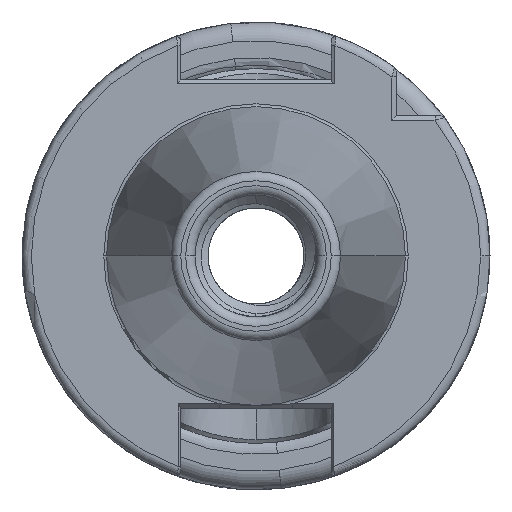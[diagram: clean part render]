
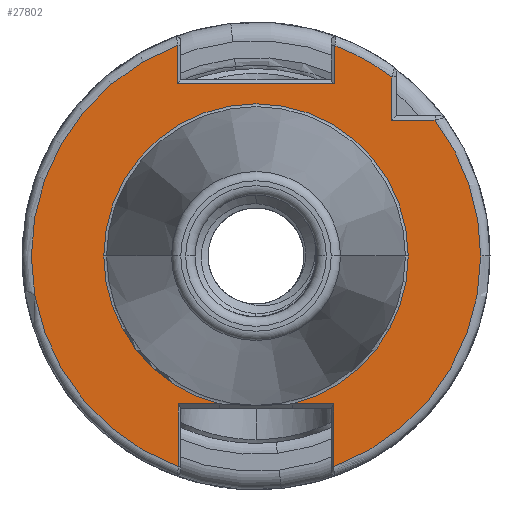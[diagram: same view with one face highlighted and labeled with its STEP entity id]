
A CAD part, left-side view. The second image highlights one B-rep face of the part: STEP entity #27802.
In plain terms, the highlighted planar face has unit normal (-1, 0, 0).
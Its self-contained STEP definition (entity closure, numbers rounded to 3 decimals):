
#7188 = AXIS2_PLACEMENT_3D ( 'NONE', #10544, #10543, #10541 ) ;
#7241 = AXIS2_PLACEMENT_3D ( 'NONE', #9845, #9819, #9826 ) ;
#7247 = AXIS2_PLACEMENT_3D ( 'NONE', #28330, #28332, #28331 ) ;
#7256 = AXIS2_PLACEMENT_3D ( 'NONE', #28369, #28370, #28326 ) ;
#8821 = CARTESIAN_POINT ( 'NONE',  ( 0., -8.288, -22.523 ) ) ;
#8831 = CARTESIAN_POINT ( 'NONE',  ( 0., 8.361, 18.4 ) ) ;
#8838 = CARTESIAN_POINT ( 'NONE',  ( 0., -19.125, 14.5 ) ) ;
#8851 = CARTESIAN_POINT ( 'NONE',  ( 0., -24., 0. ) ) ;
#8884 = CARTESIAN_POINT ( 'NONE',  ( 0., 8.361, 22.497 ) ) ;
#8896 = CARTESIAN_POINT ( 'NONE',  ( 0., -14.5, 19.125 ) ) ;
#8903 = CARTESIAN_POINT ( 'NONE',  ( 0., -14.5, 14.5 ) ) ;
#8904 = CARTESIAN_POINT ( 'NONE',  ( 0., -8.288, -15.8 ) ) ;
#8907 = CARTESIAN_POINT ( 'NONE',  ( 0., -8.434, 18.4 ) ) ;
#8909 = CARTESIAN_POINT ( 'NONE',  ( 0., -8.434, 22.469 ) ) ;
#8913 = CARTESIAN_POINT ( 'NONE',  ( 0., 8.288, -15.8 ) ) ;
#8914 = CARTESIAN_POINT ( 'NONE',  ( 0., 8.288, -22.523 ) ) ;
#9815 = PLANE ( 'NONE',  #7241 ) ;
#9819 = DIRECTION ( 'NONE',  ( -1., 0., 0. ) ) ;
#9826 = DIRECTION ( 'NONE',  ( 0., -1., 0. ) ) ;
#9845 = CARTESIAN_POINT ( 'NONE',  ( 0., 16.342, 0. ) ) ;
#10235 = DIRECTION ( 'NONE',  ( 0., -1., 0. ) ) ;
#10241 = CARTESIAN_POINT ( 'NONE',  ( 0., -8.288, -22.61 ) ) ;
#10243 = CARTESIAN_POINT ( 'NONE',  ( 0., -8.288, -15.8 ) ) ;
#10250 = DIRECTION ( 'NONE',  ( 0., 0., -1. ) ) ;
#10541 = DIRECTION ( 'NONE',  ( 0., -1., 0. ) ) ;
#10543 = DIRECTION ( 'NONE',  ( -1., 0., 0. ) ) ;
#10544 = CARTESIAN_POINT ( 'NONE',  ( 0., 0., 0. ) ) ;
#11656 = VERTEX_POINT ( 'NONE', #8838 ) ;
#11674 = VERTEX_POINT ( 'NONE', #8821 ) ;
#11682 = VERTEX_POINT ( 'NONE', #8851 ) ;
#11694 = VERTEX_POINT ( 'NONE', #8831 ) ;
#11704 = VERTEX_POINT ( 'NONE', #8896 ) ;
#11726 = VERTEX_POINT ( 'NONE', #8907 ) ;
#11736 = VERTEX_POINT ( 'NONE', #8903 ) ;
#11737 = VERTEX_POINT ( 'NONE', #8904 ) ;
#11739 = VERTEX_POINT ( 'NONE', #8913 ) ;
#11740 = VERTEX_POINT ( 'NONE', #8909 ) ;
#11745 = VERTEX_POINT ( 'NONE', #8914 ) ;
#11748 = VERTEX_POINT ( 'NONE', #8884 ) ;
#13786 = EDGE_LOOP ( 'NONE', ( #26801, #26764, #26795, #26794, #26780, #26753, #26771, #26765, #26777, #26750, #26736, #26772, #26775, #26793, #26762, #26785 ) ) ;
#14422 = VERTEX_POINT ( 'NONE', #30422 ) ;
#14450 = VERTEX_POINT ( 'NONE', #30414 ) ;
#14477 = VERTEX_POINT ( 'NONE', #30439 ) ;
#14479 = VERTEX_POINT ( 'NONE', #30458 ) ;
#16250 = FACE_OUTER_BOUND ( 'NONE', #13786, .T. ) ;
#16607 = CIRCLE ( 'NONE', #7188, 24. ) ;
#16655 = LINE ( 'NONE', #29154, #16657 ) ;
#16657 = VECTOR ( 'NONE', #29159, 1000. ) ;
#16659 = VECTOR ( 'NONE', #29117, 1000. ) ;
#16664 = LINE ( 'NONE', #29153, #16659 ) ;
#16683 = CIRCLE ( 'NONE', #7256, 16.262 ) ;
#16687 = LINE ( 'NONE', #28353, #16688 ) ;
#16688 = VECTOR ( 'NONE', #28323, 1000. ) ;
#16723 = LINE ( 'NONE', #29102, #16731 ) ;
#16724 = VECTOR ( 'NONE', #28497, 1000. ) ;
#16731 = VECTOR ( 'NONE', #29073, 1000. ) ;
#16738 = CIRCLE ( 'NONE', #7247, 24. ) ;
#16741 = LINE ( 'NONE', #10243, #16742 ) ;
#16742 = VECTOR ( 'NONE', #10235, 1000. ) ;
#16746 = LINE ( 'NONE', #10241, #16759 ) ;
#16756 = LINE ( 'NONE', #28767, #16767 ) ;
#16759 = VECTOR ( 'NONE', #10250, 1000. ) ;
#16765 = VECTOR ( 'NONE', #28594, 1000. ) ;
#16767 = VECTOR ( 'NONE', #28802, 1000. ) ;
#16772 = LINE ( 'NONE', #28604, #16765 ) ;
#16773 = LINE ( 'NONE', #28558, #16724 ) ;
#18921 = EDGE_CURVE ( 'NONE', #14477, #14479, #20525, .T. ) ;
#18924 = EDGE_CURVE ( 'NONE', #14450, #14422, #20547, .T. ) ;
#19003 = EDGE_CURVE ( 'NONE', #11682, #11656, #20567, .T. ) ;
#19055 = EDGE_CURVE ( 'NONE', #11704, #11740, #20628, .T. ) ;
#20525 = CIRCLE ( 'NONE', #23326, 16.262 ) ;
#20547 = CIRCLE ( 'NONE', #23349, 16.262 ) ;
#20567 = CIRCLE ( 'NONE', #23362, 24. ) ;
#20628 = CIRCLE ( 'NONE', #23388, 24. ) ;
#20813 = CARTESIAN_POINT ( 'NONE',  ( 0., 0., 0. ) ) ;
#20828 = DIRECTION ( 'NONE',  ( -1., 0., 0. ) ) ;
#20830 = DIRECTION ( 'NONE',  ( 0., -1., 0. ) ) ;
#21757 = DIRECTION ( 'NONE',  ( -1., 0., 0. ) ) ;
#21758 = DIRECTION ( 'NONE',  ( 0., -1., 0. ) ) ;
#21784 = CARTESIAN_POINT ( 'NONE',  ( 0., 0., 0. ) ) ;
#23154 = EDGE_CURVE ( 'NONE', #11674, #11682, #16607, .T. ) ;
#23215 = EDGE_CURVE ( 'NONE', #11740, #11726, #16664, .T. ) ;
#23217 = EDGE_CURVE ( 'NONE', #11656, #11736, #16655, .T. ) ;
#23222 = EDGE_CURVE ( 'NONE', #14422, #14477, #16683, .T. ) ;
#23226 = EDGE_CURVE ( 'NONE', #14479, #11737, #16687, .T. ) ;
#23228 = EDGE_CURVE ( 'NONE', #11748, #11745, #16738, .T. ) ;
#23238 = EDGE_CURVE ( 'NONE', #11726, #11694, #16773, .T. ) ;
#23239 = EDGE_CURVE ( 'NONE', #11745, #11739, #16772, .T. ) ;
#23253 = EDGE_CURVE ( 'NONE', #11694, #11748, #16756, .T. ) ;
#23261 = EDGE_CURVE ( 'NONE', #11736, #11704, #16723, .T. ) ;
#23286 = EDGE_CURVE ( 'NONE', #11739, #14450, #16741, .T. ) ;
#23296 = EDGE_CURVE ( 'NONE', #11737, #11674, #16746, .T. ) ;
#23326 = AXIS2_PLACEMENT_3D ( 'NONE', #25350, #25330, #25316 ) ;
#23349 = AXIS2_PLACEMENT_3D ( 'NONE', #25507, #25525, #25498 ) ;
#23362 = AXIS2_PLACEMENT_3D ( 'NONE', #21784, #21757, #21758 ) ;
#23388 = AXIS2_PLACEMENT_3D ( 'NONE', #20813, #20828, #20830 ) ;
#25316 = DIRECTION ( 'NONE',  ( 0., -1., 0. ) ) ;
#25330 = DIRECTION ( 'NONE',  ( 1., 0., 0. ) ) ;
#25350 = CARTESIAN_POINT ( 'NONE',  ( 0., 0., 0. ) ) ;
#25498 = DIRECTION ( 'NONE',  ( 0., -1., 0. ) ) ;
#25507 = CARTESIAN_POINT ( 'NONE',  ( 0., 0., 0. ) ) ;
#25525 = DIRECTION ( 'NONE',  ( 1., 0., 0. ) ) ;
#26736 = ORIENTED_EDGE ( 'NONE', *, *, #23296, .T. ) ;
#26750 = ORIENTED_EDGE ( 'NONE', *, *, #23226, .T. ) ;
#26753 = ORIENTED_EDGE ( 'NONE', *, *, #23286, .T. ) ;
#26762 = ORIENTED_EDGE ( 'NONE', *, *, #23261, .T. ) ;
#26764 = ORIENTED_EDGE ( 'NONE', *, *, #23238, .T. ) ;
#26765 = ORIENTED_EDGE ( 'NONE', *, *, #23222, .T. ) ;
#26771 = ORIENTED_EDGE ( 'NONE', *, *, #18924, .T. ) ;
#26772 = ORIENTED_EDGE ( 'NONE', *, *, #23154, .T. ) ;
#26775 = ORIENTED_EDGE ( 'NONE', *, *, #19003, .T. ) ;
#26777 = ORIENTED_EDGE ( 'NONE', *, *, #18921, .T. ) ;
#26780 = ORIENTED_EDGE ( 'NONE', *, *, #23239, .T. ) ;
#26785 = ORIENTED_EDGE ( 'NONE', *, *, #19055, .T. ) ;
#26793 = ORIENTED_EDGE ( 'NONE', *, *, #23217, .T. ) ;
#26794 = ORIENTED_EDGE ( 'NONE', *, *, #23228, .T. ) ;
#26795 = ORIENTED_EDGE ( 'NONE', *, *, #23253, .T. ) ;
#26801 = ORIENTED_EDGE ( 'NONE', *, *, #23215, .T. ) ;
#27802 = ADVANCED_FACE ( 'NONE', ( #16250 ), #9815, .T. ) ;
#28323 = DIRECTION ( 'NONE',  ( 0., -1., 0. ) ) ;
#28326 = DIRECTION ( 'NONE',  ( 0., -1., 0. ) ) ;
#28330 = CARTESIAN_POINT ( 'NONE',  ( 0., 0., 0. ) ) ;
#28331 = DIRECTION ( 'NONE',  ( 0., -1., 0. ) ) ;
#28332 = DIRECTION ( 'NONE',  ( -1., 0., 0. ) ) ;
#28353 = CARTESIAN_POINT ( 'NONE',  ( 0., -8.288, -15.8 ) ) ;
#28369 = CARTESIAN_POINT ( 'NONE',  ( 0., 0., 0. ) ) ;
#28370 = DIRECTION ( 'NONE',  ( 1., 0., 0. ) ) ;
#28497 = DIRECTION ( 'NONE',  ( 0., 1., 0. ) ) ;
#28558 = CARTESIAN_POINT ( 'NONE',  ( 0., 16.342, 18.4 ) ) ;
#28594 = DIRECTION ( 'NONE',  ( 0., 0., 1. ) ) ;
#28604 = CARTESIAN_POINT ( 'NONE',  ( 0., 8.288, -16.3 ) ) ;
#28767 = CARTESIAN_POINT ( 'NONE',  ( 0., 8.361, 0. ) ) ;
#28802 = DIRECTION ( 'NONE',  ( 0., 0., 1. ) ) ;
#29073 = DIRECTION ( 'NONE',  ( 0., 0., 1. ) ) ;
#29102 = CARTESIAN_POINT ( 'NONE',  ( 0., -14.5, 18.735 ) ) ;
#29117 = DIRECTION ( 'NONE',  ( 0., 0., -1. ) ) ;
#29153 = CARTESIAN_POINT ( 'NONE',  ( 0., -8.434, 0. ) ) ;
#29154 = CARTESIAN_POINT ( 'NONE',  ( 0., -15., 14.5 ) ) ;
#29159 = DIRECTION ( 'NONE',  ( 0., 1., 0. ) ) ;
#30414 = CARTESIAN_POINT ( 'NONE',  ( 0., 3.851, -15.8 ) ) ;
#30422 = CARTESIAN_POINT ( 'NONE',  ( 0., 16.262, 0. ) ) ;
#30439 = CARTESIAN_POINT ( 'NONE',  ( 0., -16.262, 0. ) ) ;
#30458 = CARTESIAN_POINT ( 'NONE',  ( 0., -3.851, -15.8 ) ) ;
